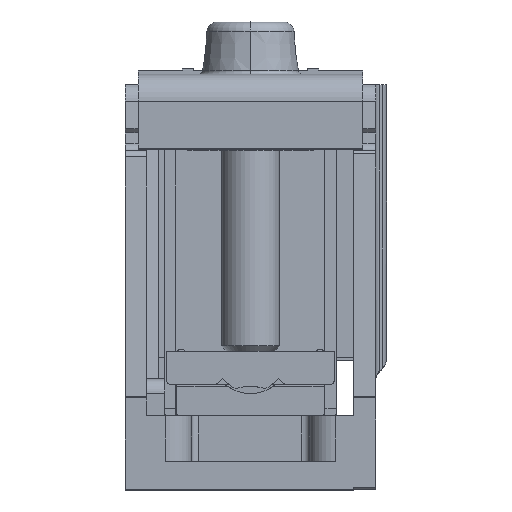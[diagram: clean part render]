
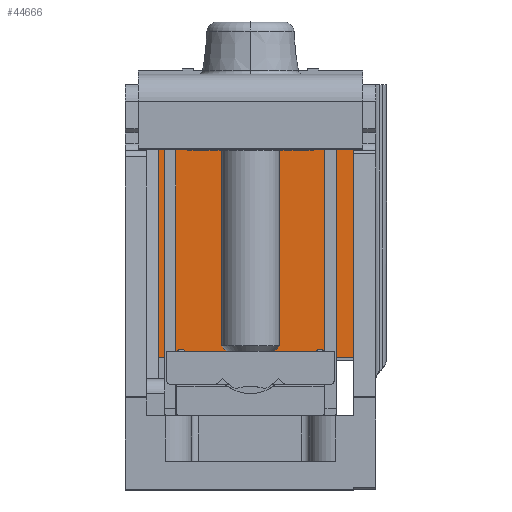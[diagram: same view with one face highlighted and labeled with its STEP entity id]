
A CAD part, top view. The second image highlights one B-rep face of the part: STEP entity #44666.
In plain terms, the highlighted planar face has unit normal (0, 0, 1).
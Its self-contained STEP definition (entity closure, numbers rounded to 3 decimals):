
#14167=DIRECTION('',(0.,1.,0.));
#14168=VECTOR('',#14167,74.);
#14169=CARTESIAN_POINT('',(62.,36.,7.));
#14170=LINE('',#14169,#14168);
#14171=DIRECTION('',(-1.,0.,0.));
#14172=VECTOR('',#14171,53.1);
#14173=CARTESIAN_POINT('',(62.,36.,7.));
#14174=LINE('',#14173,#14172);
#14175=DIRECTION('',(0.,1.,0.));
#14176=VECTOR('',#14175,71.);
#14177=CARTESIAN_POINT('',(8.9,36.,7.));
#14178=LINE('',#14177,#14176);
#14179=CARTESIAN_POINT('',(56.329,108.,7.));
#14180=DIRECTION('',(0.,0.,1.));
#14181=DIRECTION('',(0.,-1.,0.));
#14182=AXIS2_PLACEMENT_3D('',#14179,#14180,#14181);
#14184=DIRECTION('',(0.259,0.966,0.));
#14185=VECTOR('',#14184,1.571);
#14186=CARTESIAN_POINT('',(57.295,107.741,7.));
#14187=LINE('',#14186,#14185);
#14188=CARTESIAN_POINT('',(58.667,109.,7.));
#14189=DIRECTION('',(0.,0.,-1.));
#14190=DIRECTION('',(-0.966,0.259,0.));
#14191=AXIS2_PLACEMENT_3D('',#14188,#14189,#14190);
#14193=DIRECTION('',(1.,0.,0.));
#14194=VECTOR('',#14193,3.333);
#14195=CARTESIAN_POINT('',(58.667,110.,7.));
#14196=LINE('',#14195,#14194);
#14197=DIRECTION('',(-1.,0.,0.));
#14198=VECTOR('',#14197,47.429);
#14199=CARTESIAN_POINT('',(56.329,107.,7.));
#14200=LINE('',#14199,#14198);
#15336=CARTESIAN_POINT('',(58.667,110.,7.));
#15338=VERTEX_POINT('',#15336);
#15627=CARTESIAN_POINT('',(8.9,36.,7.));
#15628=CARTESIAN_POINT('',(8.9,107.,7.));
#15629=VERTEX_POINT('',#15627);
#15630=VERTEX_POINT('',#15628);
#15637=CARTESIAN_POINT('',(57.701,109.259,7.));
#15638=VERTEX_POINT('',#15637);
#15639=CARTESIAN_POINT('',(56.329,107.,7.));
#15640=VERTEX_POINT('',#15639);
#15641=CARTESIAN_POINT('',(57.295,107.741,7.));
#15642=VERTEX_POINT('',#15641);
#18463=CARTESIAN_POINT('',(62.,36.,7.));
#18465=VERTEX_POINT('',#18463);
#18468=CARTESIAN_POINT('',(62.,110.,7.));
#18469=VERTEX_POINT('',#18468);
#44648=CARTESIAN_POINT('',(35.45,73.,7.));
#44649=DIRECTION('',(0.,0.,1.));
#44650=DIRECTION('',(0.,1.,0.));
#44651=AXIS2_PLACEMENT_3D('',#44648,#44649,#44650);
#44652=PLANE('',#44651);
#44653=ORIENTED_EDGE('',*,*,#25602,.F.);
#44654=ORIENTED_EDGE('',*,*,#27174,.T.);
#44655=ORIENTED_EDGE('',*,*,#27282,.T.);
#44657=ORIENTED_EDGE('',*,*,#44656,.F.);
#44659=ORIENTED_EDGE('',*,*,#44658,.T.);
#44661=ORIENTED_EDGE('',*,*,#44660,.T.);
#44662=ORIENTED_EDGE('',*,*,#44632,.T.);
#44663=ORIENTED_EDGE('',*,*,#26870,.T.);
#44664=EDGE_LOOP('',(#44653,#44654,#44655,#44657,#44659,#44661,#44662,#44663));
#44665=FACE_OUTER_BOUND('',#44664,.F.);
#14183=CIRCLE('',#14182,1.);
#14192=CIRCLE('',#14191,1.);
#25602=EDGE_CURVE('',#18465,#18469,#14170,.T.);
#26870=EDGE_CURVE('',#15338,#18469,#14196,.T.);
#27174=EDGE_CURVE('',#18465,#15629,#14174,.T.);
#27282=EDGE_CURVE('',#15629,#15630,#14178,.T.);
#44632=EDGE_CURVE('',#15638,#15338,#14192,.T.);
#44656=EDGE_CURVE('',#15640,#15630,#14200,.T.);
#44658=EDGE_CURVE('',#15640,#15642,#14183,.T.);
#44660=EDGE_CURVE('',#15642,#15638,#14187,.T.);
#44666=ADVANCED_FACE('',(#44665),#44652,.T.);
